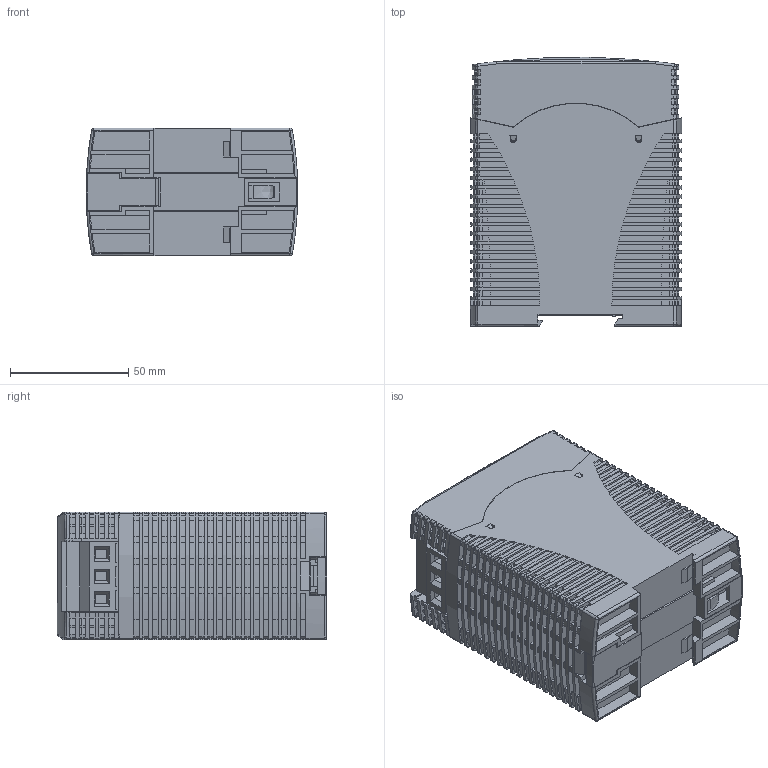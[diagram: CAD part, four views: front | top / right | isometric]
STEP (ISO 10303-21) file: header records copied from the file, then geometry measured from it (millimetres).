
FILE_DESCRIPTION((''),'2;1');
FILE_NAME('PRT0001','2017-11-27T',('rd13'),(''),'PRO/ENGINEER BY PARAMETRIC TECHNOLOGY CORPORATION, 2008230','PRO/ENGINEER BY PARAMETRIC TECHNOLOGY CORPORATION, 2008230','');
FILE_SCHEMA(('AUTOMOTIVE_DESIGN_CC2 { 1 2 10303 214 -1 1 5 2 }'));
Products named in the file (1): PRT0001
Bounding box: 89.28 x 113.59 x 54 mm (x, y, z)
Volume: 480902.6 mm3; surface area: 83965.1 mm2
Topology: 1 solids, 5 shells, 2426 faces, 7198 edges, 4751 vertices
Faces by surface type: plane 1542, cylinder 845, sphere 16, torus 9, bspline 8, extrusion 6
Entity records: 84823 total; most frequent: CARTESIAN_POINT 15581, ORIENTED_EDGE 14380, DIRECTION 13841, EDGE_CURVE 7194, VECTOR 5157, LINE 5151, VERTEX_POINT 4751, AXIS2_PLACEMENT_3D 4342
